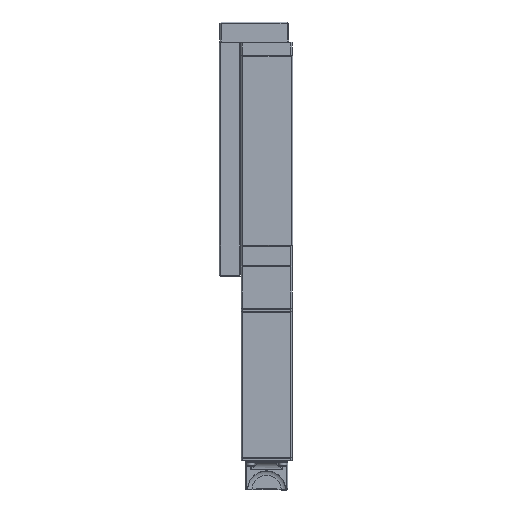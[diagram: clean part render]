
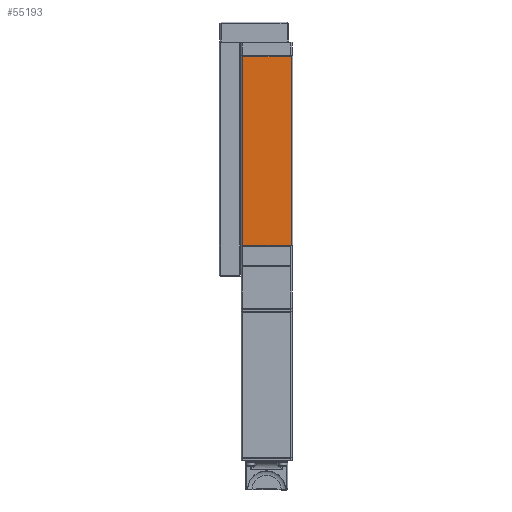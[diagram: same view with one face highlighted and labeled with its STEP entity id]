
A CAD part, left-side view. The second image highlights one B-rep face of the part: STEP entity #55193.
In plain terms, the highlighted planar face has unit normal (-1, 0, 0).
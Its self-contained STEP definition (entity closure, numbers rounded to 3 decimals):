
#225 = DIRECTION ( 'NONE',  ( 1., 0., 0. ) ) ;
#722 = ORIENTED_EDGE ( 'NONE', *, *, #10032, .T. ) ;
#1729 = CARTESIAN_POINT ( 'NONE',  ( -17.5, 16.5, -64.7 ) ) ;
#3324 = VERTEX_POINT ( 'NONE', #47571 ) ;
#5148 = CARTESIAN_POINT ( 'NONE',  ( -17.5, 17.5, 65. ) ) ;
#5739 = AXIS2_PLACEMENT_3D ( 'NONE', #5148, #225, #18285 ) ;
#10032 = EDGE_CURVE ( 'NONE', #46420, #17809, #18728, .T. ) ;
#13437 = LINE ( 'NONE', #54103, #54994 ) ;
#14549 = VERTEX_POINT ( 'NONE', #23460 ) ;
#17809 = VERTEX_POINT ( 'NONE', #43283 ) ;
#18285 = DIRECTION ( 'NONE',  ( 0., 1., 0. ) ) ;
#18728 = LINE ( 'NONE', #41404, #38005 ) ;
#19172 = EDGE_CURVE ( 'NONE', #3324, #14549, #50510, .T. ) ;
#21213 = FACE_OUTER_BOUND ( 'NONE', #29244, .T. ) ;
#23460 = CARTESIAN_POINT ( 'NONE',  ( -17.5, 16.5, 64.7 ) ) ;
#25615 = DIRECTION ( 'NONE',  ( 0., 0., 1. ) ) ;
#29244 = EDGE_LOOP ( 'NONE', ( #30969, #722, #46157, #40610 ) ) ;
#30969 = ORIENTED_EDGE ( 'NONE', *, *, #32761, .T. ) ;
#31802 = DIRECTION ( 'NONE',  ( 0., -1., 0. ) ) ;
#32761 = EDGE_CURVE ( 'NONE', #14549, #46420, #13437, .T. ) ;
#34563 = PLANE ( 'NONE',  #5739 ) ;
#38005 = VECTOR ( 'NONE', #31802, 1000. ) ;
#39270 = CARTESIAN_POINT ( 'NONE',  ( -17.5, -17., 65. ) ) ;
#39575 = LINE ( 'NONE', #39270, #52616 ) ;
#40610 = ORIENTED_EDGE ( 'NONE', *, *, #19172, .T. ) ;
#41404 = CARTESIAN_POINT ( 'NONE',  ( -17.5, 17.5, -64.7 ) ) ;
#43283 = CARTESIAN_POINT ( 'NONE',  ( -17.5, -17., -64.7 ) ) ;
#45301 = DIRECTION ( 'NONE',  ( 0., 1., 0. ) ) ;
#45572 = CARTESIAN_POINT ( 'NONE',  ( -17.5, 16.5, 64.7 ) ) ;
#46073 = EDGE_CURVE ( 'NONE', #17809, #3324, #39575, .T. ) ;
#46157 = ORIENTED_EDGE ( 'NONE', *, *, #46073, .T. ) ;
#46420 = VERTEX_POINT ( 'NONE', #1729 ) ;
#47571 = CARTESIAN_POINT ( 'NONE',  ( -17.5, -17., 64.7 ) ) ;
#49766 = DIRECTION ( 'NONE',  ( 0., 0., -1. ) ) ;
#50510 = LINE ( 'NONE', #45572, #50678 ) ;
#50678 = VECTOR ( 'NONE', #45301, 1000. ) ;
#52616 = VECTOR ( 'NONE', #25615, 1000. ) ;
#54103 = CARTESIAN_POINT ( 'NONE',  ( -17.5, 16.5, 65. ) ) ;
#54994 = VECTOR ( 'NONE', #49766, 1000. ) ;
#55193 = ADVANCED_FACE ( 'NONE', ( #21213 ), #34563, .F. ) ;
